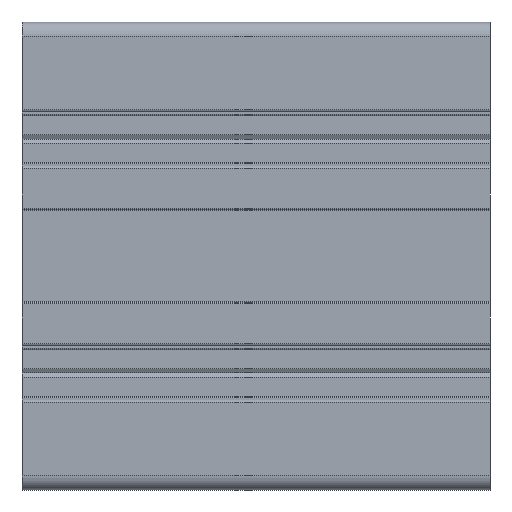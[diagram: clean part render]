
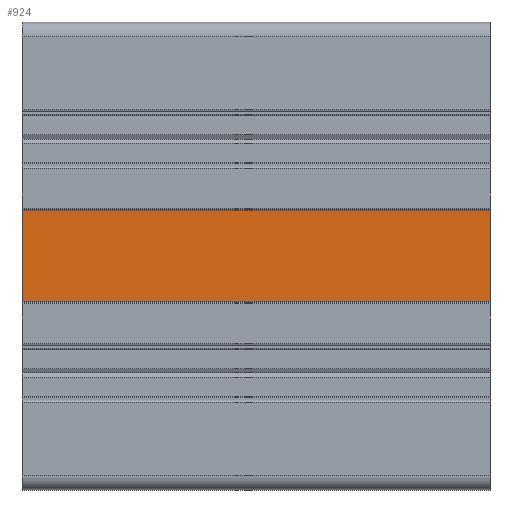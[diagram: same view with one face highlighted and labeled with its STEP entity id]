
A CAD part, left-side view. The second image highlights one B-rep face of the part: STEP entity #924.
In plain terms, the highlighted planar face has unit normal (-1, 0, 0).
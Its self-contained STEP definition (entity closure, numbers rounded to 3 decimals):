
#924 = ADVANCED_FACE( '', ( #1960 ), #1961, .T. );
#1960 = FACE_OUTER_BOUND( '', #3091, .T. );
#1961 = PLANE( '', #3092 );
#3091 = EDGE_LOOP( '', ( #6255, #6256, #6257, #6258 ) );
#3092 = AXIS2_PLACEMENT_3D( '', #6259, #6260, #6261 );
#6255 = ORIENTED_EDGE( '', *, *, #8239, .F. );
#6256 = ORIENTED_EDGE( '', *, *, #8137, .F. );
#6257 = ORIENTED_EDGE( '', *, *, #7873, .T. );
#6258 = ORIENTED_EDGE( '', *, *, #8425, .T. );
#6259 = CARTESIAN_POINT( '', ( -24., 100., 9.8 ) );
#6260 = DIRECTION( '', ( -1., 0., 0. ) );
#6261 = DIRECTION( '', ( 0., 0., 1. ) );
#7873 = EDGE_CURVE( '', #9886, #9884, #9887, .T. );
#8137 = EDGE_CURVE( '', #9886, #10256, #10258, .T. );
#8239 = EDGE_CURVE( '', #10256, #10396, #10397, .T. );
#8425 = EDGE_CURVE( '', #9884, #10396, #10635, .T. );
#9884 = VERTEX_POINT( '', #12549 );
#9886 = VERTEX_POINT( '', #12551 );
#9887 = LINE( '', #12552, #12553 );
#10256 = VERTEX_POINT( '', #13058 );
#10258 = LINE( '', #13060, #13061 );
#10396 = VERTEX_POINT( '', #13252 );
#10397 = LINE( '', #13253, #13254 );
#10635 = LINE( '', #13590, #13591 );
#12549 = CARTESIAN_POINT( '', ( -24., 100., -9.8 ) );
#12551 = CARTESIAN_POINT( '', ( -24., 100., 9.8 ) );
#12552 = CARTESIAN_POINT( '', ( -24., 100., 9.8 ) );
#12553 = VECTOR( '', #14791, 1000. );
#13058 = CARTESIAN_POINT( '', ( -24., 0., 9.8 ) );
#13060 = CARTESIAN_POINT( '', ( -24., 100., 9.8 ) );
#13061 = VECTOR( '', #15120, 1000. );
#13252 = CARTESIAN_POINT( '', ( -24., 0., -9.8 ) );
#13253 = CARTESIAN_POINT( '', ( -24., 0., 9.8 ) );
#13254 = VECTOR( '', #15264, 1000. );
#13590 = CARTESIAN_POINT( '', ( -24., 100., -9.8 ) );
#13591 = VECTOR( '', #15477, 1000. );
#14791 = DIRECTION( '', ( 0., 0., -1. ) );
#15120 = DIRECTION( '', ( 0., -1., 0. ) );
#15264 = DIRECTION( '', ( 0., 0., -1. ) );
#15477 = DIRECTION( '', ( 0., -1., 0. ) );
